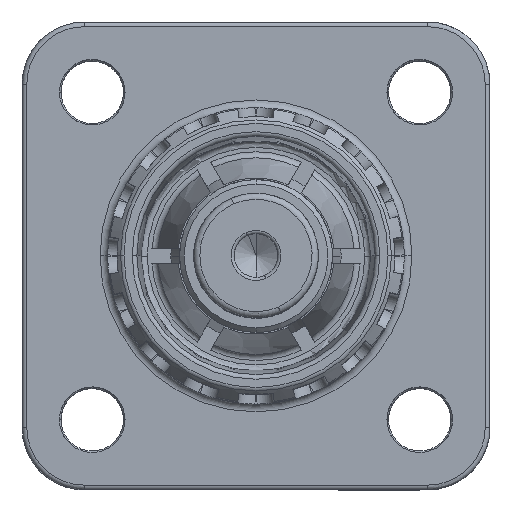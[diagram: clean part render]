
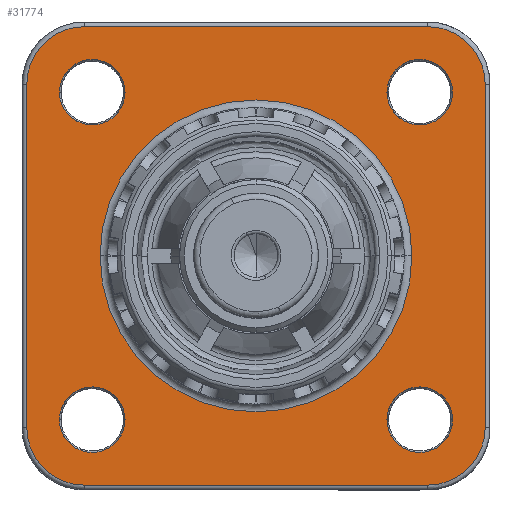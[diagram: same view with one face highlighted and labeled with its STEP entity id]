
A CAD part, top view. The second image highlights one B-rep face of the part: STEP entity #31774.
In plain terms, the highlighted planar face has unit normal (0, 0, 1).
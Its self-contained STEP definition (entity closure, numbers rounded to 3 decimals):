
#23040=AXIS2_PLACEMENT_3D('Circle Axis2P3D',#23038,#23039,$) ;
#23094=AXIS2_PLACEMENT_3D('Circle Axis2P3D',#23092,#23093,$) ;
#23148=AXIS2_PLACEMENT_3D('Circle Axis2P3D',#23146,#23147,$) ;
#23202=AXIS2_PLACEMENT_3D('Circle Axis2P3D',#23200,#23201,$) ;
#23242=AXIS2_PLACEMENT_3D('Circle Axis2P3D',#23240,#23241,$) ;
#23259=AXIS2_PLACEMENT_3D('Circle Axis2P3D',#23257,#23258,$) ;
#23276=AXIS2_PLACEMENT_3D('Circle Axis2P3D',#23274,#23275,$) ;
#23293=AXIS2_PLACEMENT_3D('Circle Axis2P3D',#23291,#23292,$) ;
#23310=AXIS2_PLACEMENT_3D('Circle Axis2P3D',#23308,#23309,$) ;
#23319=AXIS2_PLACEMENT_3D('Circle Axis2P3D',#23317,#23318,$) ;
#23347=AXIS2_PLACEMENT_3D('Circle Axis2P3D',#23345,#23346,$) ;
#23366=AXIS2_PLACEMENT_3D('Circle Axis2P3D',#23364,#23365,$) ;
#31740=AXIS2_PLACEMENT_3D('Plane Axis2P3D',#31737,#31738,#31739) ;
#22768=CARTESIAN_POINT('Vertex',(26.,0.3,44.1)) ;
#22771=CARTESIAN_POINT('Line Origine',(4.,0.3,44.1)) ;
#22775=CARTESIAN_POINT('Vertex',(4.,0.3,44.1)) ;
#22833=CARTESIAN_POINT('Vertex',(0.3,26.,44.1)) ;
#22840=CARTESIAN_POINT('Vertex',(0.3,4.,44.1)) ;
#22843=CARTESIAN_POINT('Line Origine',(0.3,4.,44.1)) ;
#22898=CARTESIAN_POINT('Vertex',(26.,29.7,44.1)) ;
#22905=CARTESIAN_POINT('Vertex',(4.,29.7,44.1)) ;
#22908=CARTESIAN_POINT('Line Origine',(4.,29.7,44.1)) ;
#22963=CARTESIAN_POINT('Vertex',(29.7,26.,44.1)) ;
#22966=CARTESIAN_POINT('Line Origine',(29.7,4.,44.1)) ;
#22970=CARTESIAN_POINT('Vertex',(29.7,4.,44.1)) ;
#23028=CARTESIAN_POINT('Vertex',(27.6,4.5,44.1)) ;
#23035=CARTESIAN_POINT('Vertex',(23.4,4.5,44.1)) ;
#23038=CARTESIAN_POINT('Axis2P3D Location',(25.5,4.5,44.1)) ;
#23056=CARTESIAN_POINT('Control Point',(27.6,4.5,44.1)) ;
#23057=CARTESIAN_POINT('Control Point',(27.6,5.16,44.1)) ;
#23058=CARTESIAN_POINT('Control Point',(27.341,5.819,44.1)) ;
#23059=CARTESIAN_POINT('Control Point',(26.819,6.341,44.1)) ;
#23060=CARTESIAN_POINT('Control Point',(25.5,6.859,44.1)) ;
#23061=CARTESIAN_POINT('Control Point',(24.181,6.341,44.1)) ;
#23062=CARTESIAN_POINT('Control Point',(23.659,5.819,44.1)) ;
#23063=CARTESIAN_POINT('Control Point',(23.4,5.16,44.1)) ;
#23064=CARTESIAN_POINT('Control Point',(23.4,4.5,44.1)) ;
#23082=CARTESIAN_POINT('Vertex',(27.6,25.5,44.1)) ;
#23089=CARTESIAN_POINT('Vertex',(23.4,25.5,44.1)) ;
#23092=CARTESIAN_POINT('Axis2P3D Location',(25.5,25.5,44.1)) ;
#23110=CARTESIAN_POINT('Control Point',(27.6,25.5,44.1)) ;
#23111=CARTESIAN_POINT('Control Point',(27.6,26.16,44.1)) ;
#23112=CARTESIAN_POINT('Control Point',(27.341,26.819,44.1)) ;
#23113=CARTESIAN_POINT('Control Point',(26.819,27.341,44.1)) ;
#23114=CARTESIAN_POINT('Control Point',(25.5,27.859,44.1)) ;
#23115=CARTESIAN_POINT('Control Point',(24.181,27.341,44.1)) ;
#23116=CARTESIAN_POINT('Control Point',(23.659,26.819,44.1)) ;
#23117=CARTESIAN_POINT('Control Point',(23.4,26.16,44.1)) ;
#23118=CARTESIAN_POINT('Control Point',(23.4,25.5,44.1)) ;
#23136=CARTESIAN_POINT('Vertex',(6.6,25.5,44.1)) ;
#23143=CARTESIAN_POINT('Vertex',(2.4,25.5,44.1)) ;
#23146=CARTESIAN_POINT('Axis2P3D Location',(4.5,25.5,44.1)) ;
#23164=CARTESIAN_POINT('Control Point',(6.6,25.5,44.1)) ;
#23165=CARTESIAN_POINT('Control Point',(6.6,26.16,44.1)) ;
#23166=CARTESIAN_POINT('Control Point',(6.341,26.819,44.1)) ;
#23167=CARTESIAN_POINT('Control Point',(5.819,27.341,44.1)) ;
#23168=CARTESIAN_POINT('Control Point',(4.5,27.859,44.1)) ;
#23169=CARTESIAN_POINT('Control Point',(3.181,27.341,44.1)) ;
#23170=CARTESIAN_POINT('Control Point',(2.659,26.819,44.1)) ;
#23171=CARTESIAN_POINT('Control Point',(2.4,26.16,44.1)) ;
#23172=CARTESIAN_POINT('Control Point',(2.4,25.5,44.1)) ;
#23190=CARTESIAN_POINT('Vertex',(6.6,4.5,44.1)) ;
#23197=CARTESIAN_POINT('Vertex',(2.4,4.5,44.1)) ;
#23200=CARTESIAN_POINT('Axis2P3D Location',(4.5,4.5,44.1)) ;
#23218=CARTESIAN_POINT('Control Point',(6.6,4.5,44.1)) ;
#23219=CARTESIAN_POINT('Control Point',(6.6,5.16,44.1)) ;
#23220=CARTESIAN_POINT('Control Point',(6.341,5.819,44.1)) ;
#23221=CARTESIAN_POINT('Control Point',(5.819,6.341,44.1)) ;
#23222=CARTESIAN_POINT('Control Point',(4.5,6.859,44.1)) ;
#23223=CARTESIAN_POINT('Control Point',(3.181,6.341,44.1)) ;
#23224=CARTESIAN_POINT('Control Point',(2.659,5.819,44.1)) ;
#23225=CARTESIAN_POINT('Control Point',(2.4,5.16,44.1)) ;
#23226=CARTESIAN_POINT('Control Point',(2.4,4.5,44.1)) ;
#23240=CARTESIAN_POINT('Axis2P3D Location',(26.,26.,44.1)) ;
#23257=CARTESIAN_POINT('Axis2P3D Location',(26.,4.,44.1)) ;
#23274=CARTESIAN_POINT('Axis2P3D Location',(4.,4.,44.1)) ;
#23291=CARTESIAN_POINT('Axis2P3D Location',(4.,26.,44.1)) ;
#23308=CARTESIAN_POINT('Axis2P3D Location',(15.,15.,44.1)) ;
#23312=CARTESIAN_POINT('Vertex',(15.011,25.,44.1)) ;
#23314=CARTESIAN_POINT('Vertex',(15.,25.,44.1)) ;
#23317=CARTESIAN_POINT('Axis2P3D Location',(15.,15.,44.1)) ;
#23321=CARTESIAN_POINT('Vertex',(5.,15.,44.1)) ;
#23342=CARTESIAN_POINT('Vertex',(25.,15.,44.1)) ;
#23345=CARTESIAN_POINT('Axis2P3D Location',(15.,15.,44.1)) ;
#23364=CARTESIAN_POINT('Axis2P3D Location',(15.,15.,44.1)) ;
#31737=CARTESIAN_POINT('Axis2P3D Location',(4.,4.,44.1)) ;
#22772=DIRECTION('Vector Direction',(-1.,0.,0.)) ;
#22844=DIRECTION('Vector Direction',(0.,1.,0.)) ;
#22909=DIRECTION('Vector Direction',(1.,0.,0.)) ;
#22967=DIRECTION('Vector Direction',(0.,-1.,0.)) ;
#23039=DIRECTION('Axis2P3D Direction',(0.,0.,1.)) ;
#23093=DIRECTION('Axis2P3D Direction',(0.,0.,1.)) ;
#23147=DIRECTION('Axis2P3D Direction',(0.,0.,1.)) ;
#23201=DIRECTION('Axis2P3D Direction',(0.,0.,1.)) ;
#23241=DIRECTION('Axis2P3D Direction',(0.,0.,-1.)) ;
#23258=DIRECTION('Axis2P3D Direction',(0.,0.,-1.)) ;
#23275=DIRECTION('Axis2P3D Direction',(0.,0.,-1.)) ;
#23292=DIRECTION('Axis2P3D Direction',(0.,0.,-1.)) ;
#23309=DIRECTION('Axis2P3D Direction',(0.,0.,-1.)) ;
#23318=DIRECTION('Axis2P3D Direction',(0.,0.,-1.)) ;
#23346=DIRECTION('Axis2P3D Direction',(0.,0.,-1.)) ;
#23365=DIRECTION('Axis2P3D Direction',(0.,0.,-1.)) ;
#31738=DIRECTION('Axis2P3D Direction',(0.,0.,-1.)) ;
#31739=DIRECTION('Axis2P3D XDirection',(1.,0.,0.)) ;
#22773=VECTOR('Line Direction',#22772,1.) ;
#22845=VECTOR('Line Direction',#22844,1.) ;
#22910=VECTOR('Line Direction',#22909,1.) ;
#22968=VECTOR('Line Direction',#22967,1.) ;
#31743=ORIENTED_EDGE('',*,*,#22777,.T.) ;
#31744=ORIENTED_EDGE('',*,*,#23261,.T.) ;
#31745=ORIENTED_EDGE('',*,*,#22972,.T.) ;
#31746=ORIENTED_EDGE('',*,*,#23244,.T.) ;
#31747=ORIENTED_EDGE('',*,*,#22912,.T.) ;
#31748=ORIENTED_EDGE('',*,*,#23295,.T.) ;
#31749=ORIENTED_EDGE('',*,*,#22847,.T.) ;
#31750=ORIENTED_EDGE('',*,*,#23278,.T.) ;
#31753=ORIENTED_EDGE('',*,*,#23316,.F.) ;
#31754=ORIENTED_EDGE('',*,*,#23349,.T.) ;
#31755=ORIENTED_EDGE('',*,*,#23368,.T.) ;
#31756=ORIENTED_EDGE('',*,*,#23323,.T.) ;
#31759=ORIENTED_EDGE('',*,*,#23150,.F.) ;
#31760=ORIENTED_EDGE('',*,*,#23173,.F.) ;
#31763=ORIENTED_EDGE('',*,*,#23065,.F.) ;
#31764=ORIENTED_EDGE('',*,*,#23042,.F.) ;
#31767=ORIENTED_EDGE('',*,*,#23096,.F.) ;
#31768=ORIENTED_EDGE('',*,*,#23119,.F.) ;
#31771=ORIENTED_EDGE('',*,*,#23204,.F.) ;
#31772=ORIENTED_EDGE('',*,*,#23227,.F.) ;
#31757=FACE_BOUND('',#31752,.T.) ;
#31761=FACE_BOUND('',#31758,.T.) ;
#31765=FACE_BOUND('',#31762,.T.) ;
#31769=FACE_BOUND('',#31766,.T.) ;
#31773=FACE_BOUND('',#31770,.T.) ;
#31774=ADVANCED_FACE('Hauptkoerper',(#31751,#31757,#31761,#31765,#31769,#31773),#31741,.F.) ;
#23055=B_SPLINE_CURVE_WITH_KNOTS('',5,(#23056,#23057,#23058,#23059,#23060,#23061,#23062,#23063,#23064),.UNSPECIFIED.,.F.,.U.,(6,3,6),(-3.299,0.,3.299),.UNSPECIFIED.) ;
#23109=B_SPLINE_CURVE_WITH_KNOTS('',5,(#23110,#23111,#23112,#23113,#23114,#23115,#23116,#23117,#23118),.UNSPECIFIED.,.F.,.U.,(6,3,6),(-3.299,0.,3.299),.UNSPECIFIED.) ;
#23163=B_SPLINE_CURVE_WITH_KNOTS('',5,(#23164,#23165,#23166,#23167,#23168,#23169,#23170,#23171,#23172),.UNSPECIFIED.,.F.,.U.,(6,3,6),(-3.299,0.,3.299),.UNSPECIFIED.) ;
#23217=B_SPLINE_CURVE_WITH_KNOTS('',5,(#23218,#23219,#23220,#23221,#23222,#23223,#23224,#23225,#23226),.UNSPECIFIED.,.F.,.U.,(6,3,6),(-3.299,0.,3.299),.UNSPECIFIED.) ;
#23041=CIRCLE('generated circle',#23040,2.1) ;
#23095=CIRCLE('generated circle',#23094,2.1) ;
#23149=CIRCLE('generated circle',#23148,2.1) ;
#23203=CIRCLE('generated circle',#23202,2.1) ;
#23243=CIRCLE('generated circle',#23242,3.7) ;
#23260=CIRCLE('generated circle',#23259,3.7) ;
#23277=CIRCLE('generated circle',#23276,3.7) ;
#23294=CIRCLE('generated circle',#23293,3.7) ;
#23311=CIRCLE('generated circle',#23310,10.) ;
#23320=CIRCLE('generated circle',#23319,10.) ;
#23348=CIRCLE('generated circle',#23347,10.) ;
#23367=CIRCLE('generated circle',#23366,10.) ;
#22777=EDGE_CURVE('',#22776,#22769,#22774,.F.) ;
#22847=EDGE_CURVE('',#22834,#22841,#22846,.F.) ;
#22912=EDGE_CURVE('',#22899,#22906,#22911,.F.) ;
#22972=EDGE_CURVE('',#22971,#22964,#22969,.F.) ;
#23042=EDGE_CURVE('',#23036,#23029,#23041,.T.) ;
#23065=EDGE_CURVE('',#23029,#23036,#23055,.T.) ;
#23096=EDGE_CURVE('',#23090,#23083,#23095,.T.) ;
#23119=EDGE_CURVE('',#23083,#23090,#23109,.T.) ;
#23150=EDGE_CURVE('',#23144,#23137,#23149,.T.) ;
#23173=EDGE_CURVE('',#23137,#23144,#23163,.T.) ;
#23204=EDGE_CURVE('',#23198,#23191,#23203,.T.) ;
#23227=EDGE_CURVE('',#23191,#23198,#23217,.T.) ;
#23244=EDGE_CURVE('',#22964,#22899,#23243,.F.) ;
#23261=EDGE_CURVE('',#22769,#22971,#23260,.F.) ;
#23278=EDGE_CURVE('',#22841,#22776,#23277,.F.) ;
#23295=EDGE_CURVE('',#22906,#22834,#23294,.F.) ;
#23316=EDGE_CURVE('',#23313,#23315,#23311,.F.) ;
#23323=EDGE_CURVE('',#23322,#23315,#23320,.T.) ;
#23349=EDGE_CURVE('',#23313,#23343,#23348,.T.) ;
#23368=EDGE_CURVE('',#23343,#23322,#23367,.T.) ;
#31742=EDGE_LOOP('',(#31743,#31744,#31745,#31746,#31747,#31748,#31749,#31750)) ;
#31752=EDGE_LOOP('',(#31753,#31754,#31755,#31756)) ;
#31758=EDGE_LOOP('',(#31759,#31760)) ;
#31762=EDGE_LOOP('',(#31763,#31764)) ;
#31766=EDGE_LOOP('',(#31767,#31768)) ;
#31770=EDGE_LOOP('',(#31771,#31772)) ;
#31751=FACE_OUTER_BOUND('',#31742,.T.) ;
#22774=LINE('Line',#22771,#22773) ;
#22846=LINE('Line',#22843,#22845) ;
#22911=LINE('Line',#22908,#22910) ;
#22969=LINE('Line',#22966,#22968) ;
#31741=PLANE('',#31740) ;
#22769=VERTEX_POINT('',#22768) ;
#22776=VERTEX_POINT('',#22775) ;
#22834=VERTEX_POINT('',#22833) ;
#22841=VERTEX_POINT('',#22840) ;
#22899=VERTEX_POINT('',#22898) ;
#22906=VERTEX_POINT('',#22905) ;
#22964=VERTEX_POINT('',#22963) ;
#22971=VERTEX_POINT('',#22970) ;
#23029=VERTEX_POINT('',#23028) ;
#23036=VERTEX_POINT('',#23035) ;
#23083=VERTEX_POINT('',#23082) ;
#23090=VERTEX_POINT('',#23089) ;
#23137=VERTEX_POINT('',#23136) ;
#23144=VERTEX_POINT('',#23143) ;
#23191=VERTEX_POINT('',#23190) ;
#23198=VERTEX_POINT('',#23197) ;
#23313=VERTEX_POINT('',#23312) ;
#23315=VERTEX_POINT('',#23314) ;
#23322=VERTEX_POINT('',#23321) ;
#23343=VERTEX_POINT('',#23342) ;
